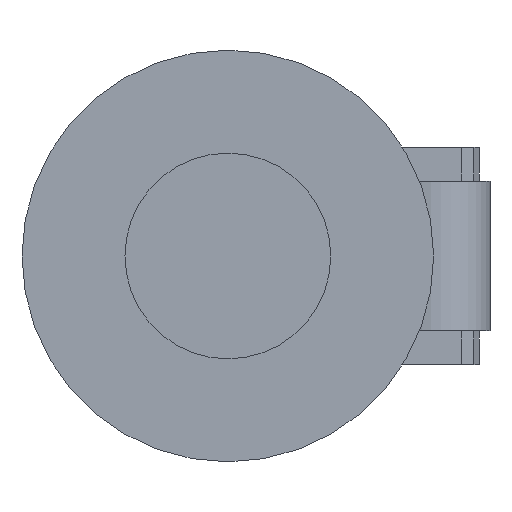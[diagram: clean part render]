
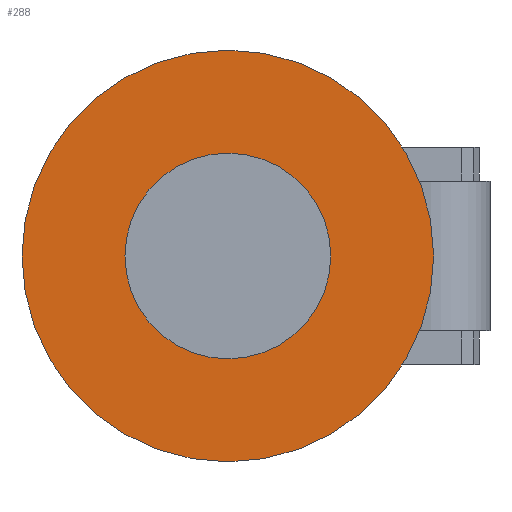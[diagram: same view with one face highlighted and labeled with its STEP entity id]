
A CAD part, front view. The second image highlights one B-rep face of the part: STEP entity #288.
In plain terms, the highlighted planar face has unit normal (0, -1, 0).
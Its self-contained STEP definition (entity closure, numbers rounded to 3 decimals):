
#220=CARTESIAN_POINT('',(11.,-2.5,0.));
#221=VERTEX_POINT('',#220);
#237=CARTESIAN_POINT('',(-11.,-2.5,0.));
#238=VERTEX_POINT('',#237);
#245=CARTESIAN_POINT('',(0.,-2.5,0.));
#246=DIRECTION('',(0.0,-1.0,0.0));
#247=DIRECTION('',(1.0,0.0,0.0));
#248=AXIS2_PLACEMENT_3D('',#245,#246,#247);
#249=CIRCLE('',#248,11.0);
#250=EDGE_CURVE('',#221,#238,#249,.T.);
#261=CARTESIAN_POINT('',(0.,-2.5,0.));
#262=DIRECTION('',(0.0,-1.0,0.0));
#263=DIRECTION('',(1.0,0.0,0.0));
#264=AXIS2_PLACEMENT_3D('',#261,#262,#263);
#265=CIRCLE('',#264,11.0);
#266=EDGE_CURVE('',#238,#221,#265,.T.);
#279=CARTESIAN_POINT('',(0.,-2.5,0.));
#280=DIRECTION('',(0.0,-1.0,0.0));
#281=DIRECTION('',(-1.0,0.0,0.0));
#282=AXIS2_PLACEMENT_3D('',#279,#280,#281);
#283=PLANE('',#282);
#284=ORIENTED_EDGE('',*,*,#250,.T.);
#285=ORIENTED_EDGE('',*,*,#266,.T.);
#286=EDGE_LOOP('',(#284,#285));
#287=FACE_OUTER_BOUND('',#286,.T.);
#288=ADVANCED_FACE('',(#287),#283,.T.);
